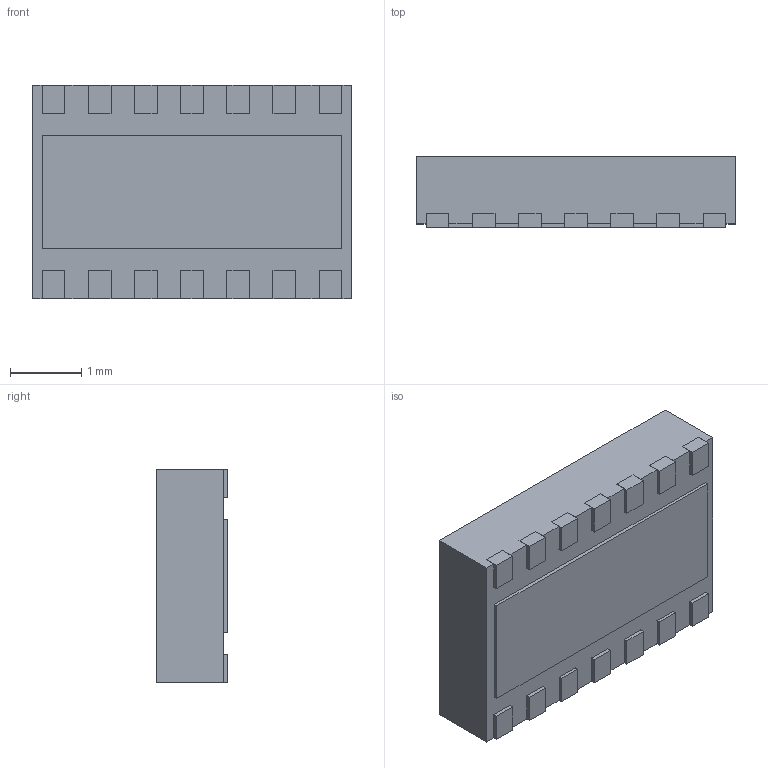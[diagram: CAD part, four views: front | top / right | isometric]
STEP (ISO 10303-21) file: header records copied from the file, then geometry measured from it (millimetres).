
FILE_DESCRIPTION (( 'STEP AP214' ), '1' );
FILE_NAME ('TJA1043TK-1Y.STEP', '2018-09-12T18:20:56', ( '' ), ( '' ), 'SwSTEP 2.0', 'SolidWorks 2017', '' );
FILE_SCHEMA (( 'AUTOMOTIVE_DESIGN' ));
Length unit declared in the file: millimetre
Products named in the file (1): TJA1043TK-1Y
Bounding box: 4.5 x 1 x 3 mm (x, y, z)
Volume: 13.3 mm3; surface area: 66.9 mm2
Topology: 16 solids, 16 shells, 157 faces, 372 edges, 248 vertices
Faces by surface type: plane 157
Entity records: 4595 total; most frequent: CARTESIAN_POINT 778, ORIENTED_EDGE 744, DIRECTION 688, LINE 372, EDGE_CURVE 372, VECTOR 372, VERTEX_POINT 248, EDGE_LOOP 158
